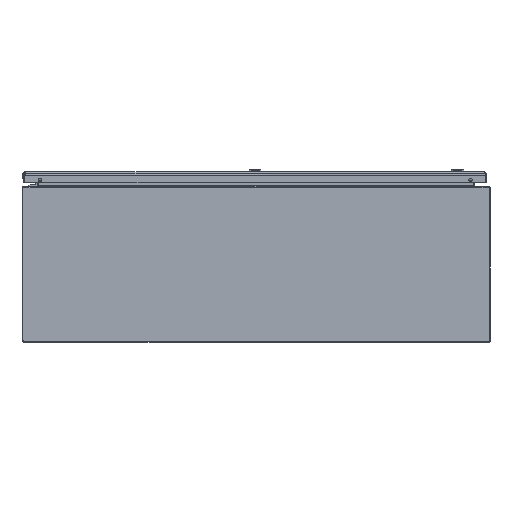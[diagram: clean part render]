
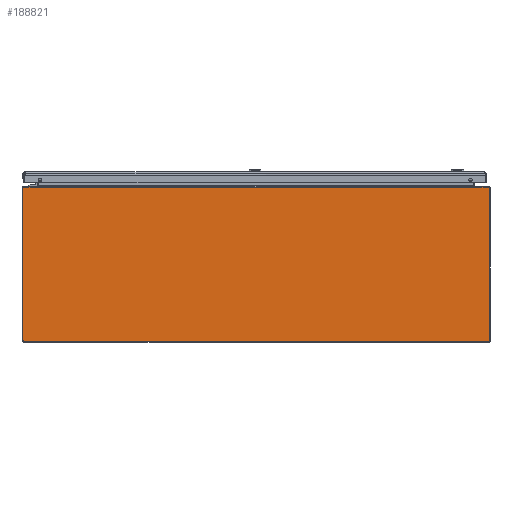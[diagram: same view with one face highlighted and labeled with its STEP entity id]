
A CAD part, front view. The second image highlights one B-rep face of the part: STEP entity #188821.
In plain terms, the highlighted planar face has unit normal (0, -1, 0).
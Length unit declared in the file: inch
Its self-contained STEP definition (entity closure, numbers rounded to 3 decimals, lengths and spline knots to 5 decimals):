
#1471 = VERTEX_POINT ( 'NONE', #86886 ) ;
#5040 = DIRECTION ( 'NONE',  ( 0., 0., -1. ) ) ;
#9544 = CARTESIAN_POINT ( 'NONE',  ( -17.937, -36., 0. ) ) ;
#11463 = VERTEX_POINT ( 'NONE', #41620 ) ;
#14423 = VERTEX_POINT ( 'NONE', #35554 ) ;
#15477 = VERTEX_POINT ( 'NONE', #117357 ) ;
#15536 = CIRCLE ( 'NONE', #32683, 0.03 ) ;
#19044 = ORIENTED_EDGE ( 'NONE', *, *, #85880, .T. ) ;
#19648 = FACE_OUTER_BOUND ( 'NONE', #112508, .T. ) ;
#22122 = ORIENTED_EDGE ( 'NONE', *, *, #74342, .T. ) ;
#22398 = ORIENTED_EDGE ( 'NONE', *, *, #136071, .T. ) ;
#23643 = VECTOR ( 'NONE', #124142, 39.37008 ) ;
#28685 = CARTESIAN_POINT ( 'NONE',  ( -16.81836, -36., 5.91 ) ) ;
#29014 = EDGE_CURVE ( 'NONE', #15477, #123267, #42670, .T. ) ;
#32683 = AXIS2_PLACEMENT_3D ( 'NONE', #44782, #61924, #98183 ) ;
#35554 = CARTESIAN_POINT ( 'NONE',  ( 17.937, -36., -5.907 ) ) ;
#37170 = ORIENTED_EDGE ( 'NONE', *, *, #79525, .F. ) ;
#38817 = CARTESIAN_POINT ( 'NONE',  ( 16.80579, -36., 5.883 ) ) ;
#41620 = CARTESIAN_POINT ( 'NONE',  ( -17.857, -36., 5.937 ) ) ;
#42639 = DIRECTION ( 'NONE',  ( 0.174, 0., -0.985 ) ) ;
#42670 = LINE ( 'NONE', #107957, #197115 ) ;
#42685 = VERTEX_POINT ( 'NONE', #202031 ) ;
#44782 = CARTESIAN_POINT ( 'NONE',  ( -17.907, -36., -5.907 ) ) ;
#45097 = EDGE_CURVE ( 'NONE', #165374, #1471, #77236, .T. ) ;
#45813 = VERTEX_POINT ( 'NONE', #67811 ) ;
#45993 = ORIENTED_EDGE ( 'NONE', *, *, #108542, .T. ) ;
#48689 = CARTESIAN_POINT ( 'NONE',  ( 0., -36., 0. ) ) ;
#48814 = EDGE_CURVE ( 'NONE', #155107, #165374, #156116, .T. ) ;
#51011 = AXIS2_PLACEMENT_3D ( 'NONE', #96226, #111203, #160469 ) ;
#52237 = CARTESIAN_POINT ( 'NONE',  ( 17.857, -36., 5.857 ) ) ;
#57292 = VECTOR ( 'NONE', #148051, 39.37008 ) ;
#60178 = DIRECTION ( 'NONE',  ( -1., 0., 0. ) ) ;
#61229 = DIRECTION ( 'NONE',  ( 1., 0., 0. ) ) ;
#61924 = DIRECTION ( 'NONE',  ( 0., 1., 0. ) ) ;
#63260 = ORIENTED_EDGE ( 'NONE', *, *, #124094, .T. ) ;
#63935 = ORIENTED_EDGE ( 'NONE', *, *, #79338, .T. ) ;
#64301 = DIRECTION ( 'NONE',  ( -1., 0., 0. ) ) ;
#64596 = EDGE_CURVE ( 'NONE', #42685, #1471, #91873, .T. ) ;
#67811 = CARTESIAN_POINT ( 'NONE',  ( -17.937, -36., 5.857 ) ) ;
#70940 = CARTESIAN_POINT ( 'NONE',  ( -17.907, -36., -5.937 ) ) ;
#72887 = VERTEX_POINT ( 'NONE', #201823 ) ;
#74342 = EDGE_CURVE ( 'NONE', #14423, #142829, #98790, .T. ) ;
#77236 = LINE ( 'NONE', #91175, #187820 ) ;
#79338 = EDGE_CURVE ( 'NONE', #45813, #118962, #139097, .T. ) ;
#79525 = EDGE_CURVE ( 'NONE', #14423, #72887, #129627, .T. ) ;
#81959 = CIRCLE ( 'NONE', #198255, 0.08 ) ;
#82288 = ORIENTED_EDGE ( 'NONE', *, *, #45097, .F. ) ;
#83814 = CARTESIAN_POINT ( 'NONE',  ( 0., -36., -5.937 ) ) ;
#83823 = LINE ( 'NONE', #182270, #104792 ) ;
#84700 = DIRECTION ( 'NONE',  ( 0., -1., 0. ) ) ;
#85880 = EDGE_CURVE ( 'NONE', #123267, #42685, #185452, .T. ) ;
#86886 = CARTESIAN_POINT ( 'NONE',  ( -16.798, -36., 5.883 ) ) ;
#88220 = ORIENTED_EDGE ( 'NONE', *, *, #128574, .T. ) ;
#91175 = CARTESIAN_POINT ( 'NONE',  ( -16.80579, -36., 5.883 ) ) ;
#91873 = LINE ( 'NONE', #106877, #146208 ) ;
#92806 = CARTESIAN_POINT ( 'NONE',  ( 16.8136, -36., 5.883 ) ) ;
#95638 = ORIENTED_EDGE ( 'NONE', *, *, #48814, .F. ) ;
#96226 = CARTESIAN_POINT ( 'NONE',  ( 17.907, -36., -5.907 ) ) ;
#96228 = VECTOR ( 'NONE', #64301, 39.37008 ) ;
#98183 = DIRECTION ( 'NONE',  ( 0., 0., -1. ) ) ;
#98790 = LINE ( 'NONE', #178058, #57292 ) ;
#99288 = VECTOR ( 'NONE', #131999, 39.37008 ) ;
#99527 = LINE ( 'NONE', #196899, #96228 ) ;
#103457 = CARTESIAN_POINT ( 'NONE',  ( 17.937, -36., 5.857 ) ) ;
#104768 = DIRECTION ( 'NONE',  ( -0.174, 0., -0.985 ) ) ;
#104792 = VECTOR ( 'NONE', #129940, 39.37008 ) ;
#105539 = CARTESIAN_POINT ( 'NONE',  ( -17.937, -36., -5.907 ) ) ;
#106539 = CARTESIAN_POINT ( 'NONE',  ( 17.857, -36., 5.937 ) ) ;
#106877 = CARTESIAN_POINT ( 'NONE',  ( 0., -36., 5.883 ) ) ;
#107957 = CARTESIAN_POINT ( 'NONE',  ( 16.81836, -36., 5.91 ) ) ;
#108238 = VERTEX_POINT ( 'NONE', #106539 ) ;
#108542 = EDGE_CURVE ( 'NONE', #11463, #45813, #115096, .T. ) ;
#111203 = DIRECTION ( 'NONE',  ( 0., 1., 0. ) ) ;
#112508 = EDGE_LOOP ( 'NONE', ( #88220, #45993, #63935, #201149, #162136, #37170, #22122, #22398, #63260, #165486, #19044, #195928, #82288, #95638 ) ) ;
#113943 = DIRECTION ( 'NONE',  ( 0., -1., 0. ) ) ;
#115096 = CIRCLE ( 'NONE', #142490, 0.08 ) ;
#116036 = DIRECTION ( 'NONE',  ( 0., 0., -1. ) ) ;
#117357 = CARTESIAN_POINT ( 'NONE',  ( 16.82312, -36., 5.937 ) ) ;
#118962 = VERTEX_POINT ( 'NONE', #105539 ) ;
#120818 = VECTOR ( 'NONE', #60178, 39.37008 ) ;
#123267 = VERTEX_POINT ( 'NONE', #92806 ) ;
#124094 = EDGE_CURVE ( 'NONE', #108238, #15477, #99527, .T. ) ;
#124142 = DIRECTION ( 'NONE',  ( 0., 0., -1. ) ) ;
#128574 = EDGE_CURVE ( 'NONE', #155107, #11463, #83823, .T. ) ;
#129627 = CIRCLE ( 'NONE', #51011, 0.03 ) ;
#129940 = DIRECTION ( 'NONE',  ( -1., 0., 0. ) ) ;
#130038 = PLANE ( 'NONE',  #156428 ) ;
#131999 = DIRECTION ( 'NONE',  ( 1., 0., 0. ) ) ;
#132758 = VERTEX_POINT ( 'NONE', #70940 ) ;
#134114 = LINE ( 'NONE', #83814, #99288 ) ;
#134980 = DIRECTION ( 'NONE',  ( 0., 0., -1. ) ) ;
#136038 = CARTESIAN_POINT ( 'NONE',  ( -17.857, -36., 5.857 ) ) ;
#136071 = EDGE_CURVE ( 'NONE', #142829, #108238, #81959, .T. ) ;
#139097 = LINE ( 'NONE', #9544, #23643 ) ;
#142490 = AXIS2_PLACEMENT_3D ( 'NONE', #136038, #84700, #134980 ) ;
#142637 = EDGE_CURVE ( 'NONE', #132758, #118962, #15536, .T. ) ;
#142829 = VERTEX_POINT ( 'NONE', #103457 ) ;
#146208 = VECTOR ( 'NONE', #171098, 39.37008 ) ;
#148051 = DIRECTION ( 'NONE',  ( 0., 0., 1. ) ) ;
#151742 = DIRECTION ( 'NONE',  ( 0., -1., 0. ) ) ;
#152049 = EDGE_CURVE ( 'NONE', #132758, #72887, #134114, .T. ) ;
#155107 = VERTEX_POINT ( 'NONE', #193670 ) ;
#156116 = LINE ( 'NONE', #28685, #205577 ) ;
#156428 = AXIS2_PLACEMENT_3D ( 'NONE', #48689, #113943, #116036 ) ;
#160469 = DIRECTION ( 'NONE',  ( 0., 0., -1. ) ) ;
#162136 = ORIENTED_EDGE ( 'NONE', *, *, #152049, .T. ) ;
#165374 = VERTEX_POINT ( 'NONE', #178209 ) ;
#165486 = ORIENTED_EDGE ( 'NONE', *, *, #29014, .T. ) ;
#171098 = DIRECTION ( 'NONE',  ( -1., 0., 0. ) ) ;
#178058 = CARTESIAN_POINT ( 'NONE',  ( 17.937, -36., 0. ) ) ;
#178209 = CARTESIAN_POINT ( 'NONE',  ( -16.8136, -36., 5.883 ) ) ;
#182270 = CARTESIAN_POINT ( 'NONE',  ( 0., -36., 5.937 ) ) ;
#185452 = LINE ( 'NONE', #38817, #120818 ) ;
#187820 = VECTOR ( 'NONE', #61229, 39.37008 ) ;
#188821 = ADVANCED_FACE ( 'NONE', ( #19648 ), #130038, .T. ) ;
#193670 = CARTESIAN_POINT ( 'NONE',  ( -16.82312, -36., 5.937 ) ) ;
#195928 = ORIENTED_EDGE ( 'NONE', *, *, #64596, .T. ) ;
#196899 = CARTESIAN_POINT ( 'NONE',  ( 0., -36., 5.937 ) ) ;
#197115 = VECTOR ( 'NONE', #104768, 39.37008 ) ;
#198255 = AXIS2_PLACEMENT_3D ( 'NONE', #52237, #151742, #5040 ) ;
#201149 = ORIENTED_EDGE ( 'NONE', *, *, #142637, .F. ) ;
#201823 = CARTESIAN_POINT ( 'NONE',  ( 17.907, -36., -5.937 ) ) ;
#202031 = CARTESIAN_POINT ( 'NONE',  ( 16.798, -36., 5.883 ) ) ;
#205577 = VECTOR ( 'NONE', #42639, 39.37008 ) ;
